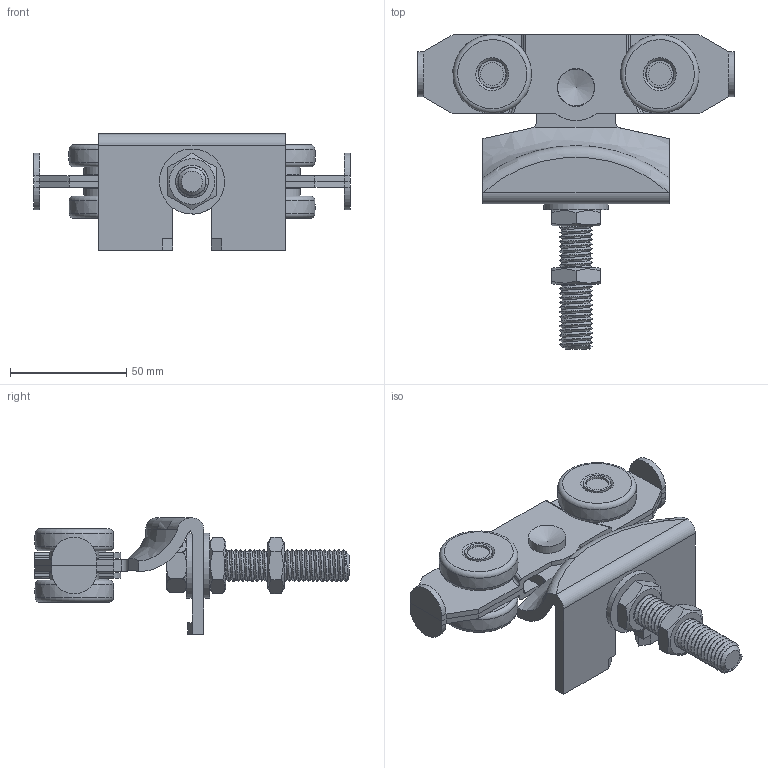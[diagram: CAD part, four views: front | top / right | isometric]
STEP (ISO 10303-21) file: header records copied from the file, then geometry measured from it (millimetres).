
FILE_DESCRIPTION((''),'2;1');
FILE_NAME('9242.stp','2011-09-06T17:04:29',('Lionel'),(''),'Autodesk Inventor 2011','Autodesk Inventor 2011','');
FILE_SCHEMA(('AUTOMOTIVE_DESIGN { 1 0 10303 214 1 1 1 1 }'));
Length unit declared in the file: millimetre
Products named in the file (15): 9242; 15179; 15671; 15822; 15822_1; 15820; 15820_1; 15820_2; 15820_3; 15172; 15742; vis TH M14x70; vis TH M14x70 corps; vis TH M14x70 helicoidal; ISO 4035  (Taraudage usuel) M14
Assembly tree (17 placements, depth 3):
  9242
    15179  x2
    15671
    15822
    15822_1
    15820
    15820_1
    15820_2
    15820_3
    15172
    15742  x2
    vis TH M14x70
      vis TH M14x70 corps
      vis TH M14x70 helicoidal
    ISO 4035  (Taraudage usuel) M14  x2
Bounding box: 136 x 135.19 x 50 mm (x, y, z)
Volume: 116390.9 mm3; surface area: 68162.7 mm2
Topology: 16 solids, 16 shells, 300 faces, 705 edges, 454 vertices
Faces by surface type: plane 183, cylinder 74, cone 19, bspline 13, torus 11
Full cylindrical faces by diameter (mm): 4 x1, 9.8 x4, 11.8 x4, 11.835 x2, 12 x1, 12.1 x4, 14.2 x2, 15.8 x1, 16.2 x3, 18 x1, 21 x4, 28 x2
Entity records: 10959 total; most frequent: CARTESIAN_POINT 5830, DIRECTION 996, ORIENTED_EDGE 876, EDGE_CURVE 438, AXIS2_PLACEMENT_3D 372, VERTEX_POINT 317, EDGE_LOOP 309, VECTOR 252
